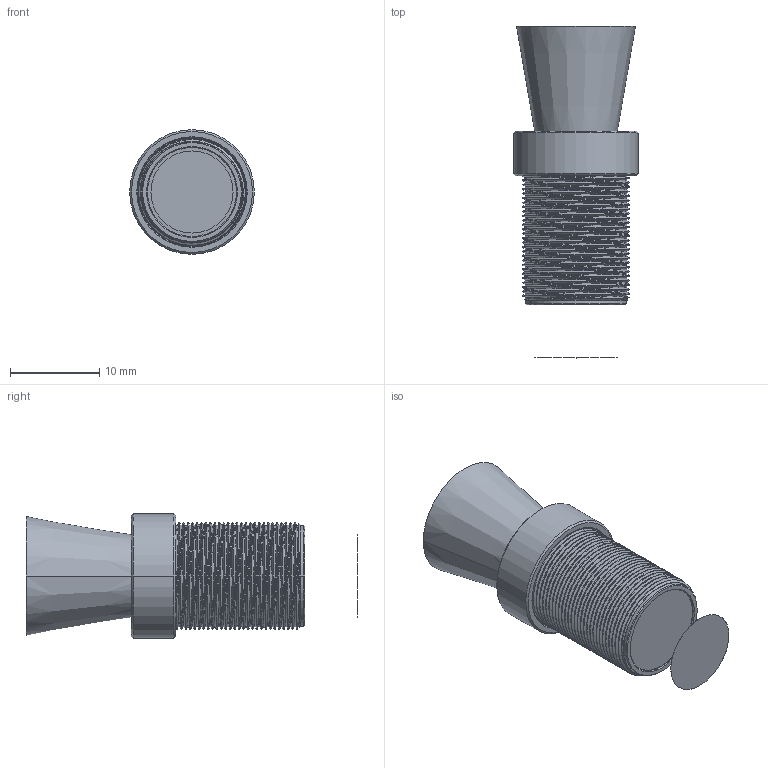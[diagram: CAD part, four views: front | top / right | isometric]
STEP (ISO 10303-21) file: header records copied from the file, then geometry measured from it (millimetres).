
FILE_DESCRIPTION(('FreeCAD Model'),'2;1');
FILE_NAME('Open CASCADE Shape Model','2025-01-22T14:53:11',(''),(''), 'Open CASCADE STEP processor 7.8','FreeCAD','Unknown');
FILE_SCHEMA(('AUTOMOTIVE_DESIGN { 1 0 10303 214 1 1 1 1 }'));
Length unit declared in the file: millimetre
Products named in the file (3): VA-LM12-5MP-25MM-F2.8-018; b11; 001
Assembly tree (2 placements, depth 2):
  VA-LM12-5MP-25MM-F2.8-018
    b11
    001
Bounding box: 14 x 37.28 x 14 mm (x, y, z)
Volume: 2313.6 mm3; surface area: 2454.4 mm2
Topology: 2 solids, 2 shells, 122 faces, 308 edges, 193 vertices
Faces by surface type: cylinder 67, bspline 24, cone 20, plane 9, sphere 2
Entity records: 13778 total; most frequent: CARTESIAN_POINT 11117, ORIENTED_EDGE 612, DIRECTION 416, EDGE_CURVE 306, VERTEX_POINT 193, AXIS2_PLACEMENT_3D 152, B_SPLINE_CURVE_WITH_KNOTS 143, FACE_BOUND 127
